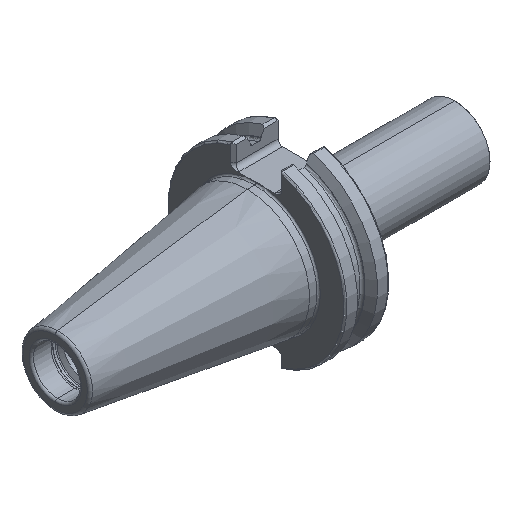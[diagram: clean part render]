
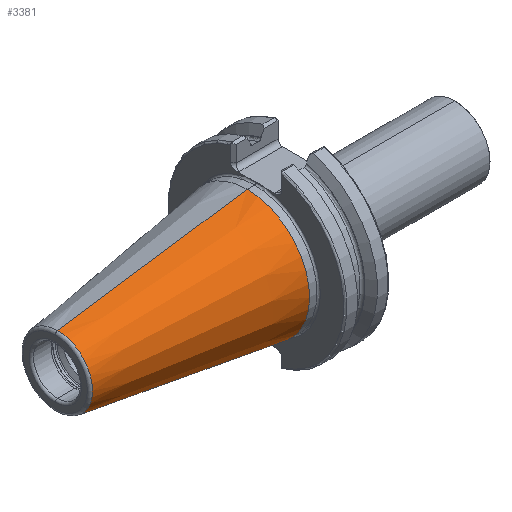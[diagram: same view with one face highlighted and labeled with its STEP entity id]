
A CAD part, isometric view. The second image highlights one B-rep face of the part: STEP entity #3381.
In plain terms, the highlighted conical face has half-angle 8.297 degrees and reference radius 22.225 mm.
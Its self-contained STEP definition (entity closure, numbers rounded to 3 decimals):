
#1 = AXIS2_PLACEMENT_3D ( 'NONE', #5500, #1970, #2413 ) ;
#42 = FACE_OUTER_BOUND ( 'NONE', #3473, .T. ) ;
#388 = VERTEX_POINT ( 'NONE', #5484 ) ;
#393 = AXIS2_PLACEMENT_3D ( 'NONE', #1925, #1947, #1908 ) ;
#396 = EDGE_CURVE ( 'NONE', #3368, #388, #2559, .T. ) ;
#500 = EDGE_CURVE ( 'NONE', #2963, #2776, #4482, .T. ) ;
#579 = DIRECTION ( 'NONE',  ( 0., 0., 1. ) ) ;
#597 = CARTESIAN_POINT ( 'NONE',  ( -67.394, 0., 0. ) ) ;
#622 = DIRECTION ( 'NONE',  ( -1., 0., 0. ) ) ;
#779 = CARTESIAN_POINT ( 'NONE',  ( 0., 0., -22.225 ) ) ;
#998 = ORIENTED_EDGE ( 'NONE', *, *, #396, .T. ) ;
#1581 = CARTESIAN_POINT ( 'NONE',  ( -67.394, 0., -12.397 ) ) ;
#1908 = DIRECTION ( 'NONE',  ( 0., 0., 1. ) ) ;
#1925 = CARTESIAN_POINT ( 'NONE',  ( 0., 0., 0. ) ) ;
#1947 = DIRECTION ( 'NONE',  ( -1., 0., 0. ) ) ;
#1970 = DIRECTION ( 'NONE',  ( 1., 0., 0. ) ) ;
#2067 = DIRECTION ( 'NONE',  ( 0.99, 0., -0.144 ) ) ;
#2138 = ORIENTED_EDGE ( 'NONE', *, *, #4872, .T. ) ;
#2369 = VECTOR ( 'NONE', #2067, 1000. ) ;
#2413 = DIRECTION ( 'NONE',  ( 0., 0., -1. ) ) ;
#2559 = CIRCLE ( 'NONE', #393, 22.225 ) ;
#2670 = CARTESIAN_POINT ( 'NONE',  ( -67.394, 0., 12.397 ) ) ;
#2776 = VERTEX_POINT ( 'NONE', #2670 ) ;
#2939 = VECTOR ( 'NONE', #4326, 1000. ) ;
#2963 = VERTEX_POINT ( 'NONE', #1581 ) ;
#3298 = CARTESIAN_POINT ( 'NONE',  ( 0., 0., -22.225 ) ) ;
#3318 = AXIS2_PLACEMENT_3D ( 'NONE', #597, #622, #579 ) ;
#3332 = ORIENTED_EDGE ( 'NONE', *, *, #500, .F. ) ;
#3368 = VERTEX_POINT ( 'NONE', #3298 ) ;
#3381 = ADVANCED_FACE ( 'NONE', ( #42 ), #5607, .T. ) ;
#3473 = EDGE_LOOP ( 'NONE', ( #5656, #3332, #2138, #998 ) ) ;
#3890 = CARTESIAN_POINT ( 'NONE',  ( 0., 0., 22.225 ) ) ;
#4106 = LINE ( 'NONE', #3890, #2939 ) ;
#4198 = EDGE_CURVE ( 'NONE', #2776, #388, #4106, .T. ) ;
#4326 = DIRECTION ( 'NONE',  ( 0.99, 0., 0.144 ) ) ;
#4482 = CIRCLE ( 'NONE', #3318, 12.397 ) ;
#4872 = EDGE_CURVE ( 'NONE', #2963, #3368, #5611, .T. ) ;
#5484 = CARTESIAN_POINT ( 'NONE',  ( 0., 0., 22.225 ) ) ;
#5500 = CARTESIAN_POINT ( 'NONE',  ( 0., 0., 0. ) ) ;
#5607 = CONICAL_SURFACE ( 'NONE', #1, 22.225, 0.145 ) ;
#5611 = LINE ( 'NONE', #779, #2369 ) ;
#5656 = ORIENTED_EDGE ( 'NONE', *, *, #4198, .F. ) ;
